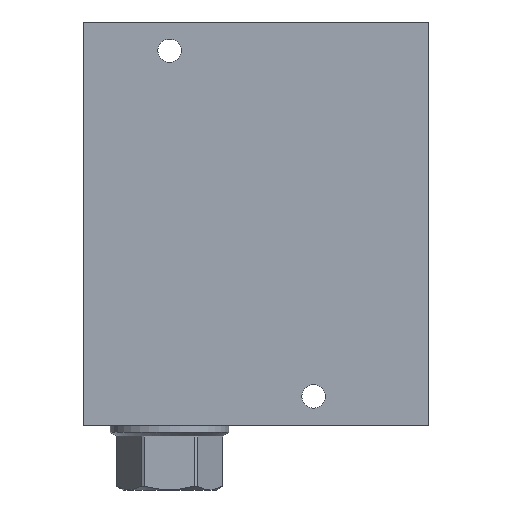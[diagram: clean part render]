
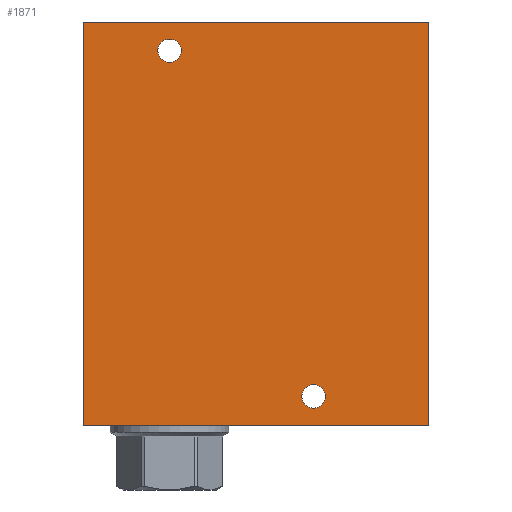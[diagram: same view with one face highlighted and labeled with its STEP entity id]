
A CAD part, front view. The second image highlights one B-rep face of the part: STEP entity #1871.
In plain terms, the highlighted planar face has unit normal (0, -1, 0).
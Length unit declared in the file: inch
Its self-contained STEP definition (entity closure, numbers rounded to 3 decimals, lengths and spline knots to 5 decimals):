
#5=DIRECTION('',(1.,0.,0.));
#6=VECTOR('',#5,6.);
#7=CARTESIAN_POINT('',(0.,-3.,0.));
#8=LINE('',#7,#6);
#75=DIRECTION('',(0.,0.,1.));
#76=VECTOR('',#75,7.);
#77=CARTESIAN_POINT('',(6.,-3.,0.));
#78=LINE('',#77,#76);
#99=DIRECTION('',(0.,0.,1.));
#100=VECTOR('',#99,7.);
#101=CARTESIAN_POINT('',(0.,-3.,0.));
#102=LINE('',#101,#100);
#103=CARTESIAN_POINT('',(1.5,-3.,6.5));
#104=DIRECTION('',(0.,-1.,0.));
#105=DIRECTION('',(-1.,0.,0.));
#106=AXIS2_PLACEMENT_3D('',#103,#104,#105);
#108=CARTESIAN_POINT('',(1.5,-3.,6.5));
#109=DIRECTION('',(0.,-1.,0.));
#110=DIRECTION('',(1.,0.,0.));
#111=AXIS2_PLACEMENT_3D('',#108,#109,#110);
#113=CARTESIAN_POINT('',(4.,-3.,0.5));
#114=DIRECTION('',(0.,-1.,0.));
#115=DIRECTION('',(-1.,0.,0.));
#116=AXIS2_PLACEMENT_3D('',#113,#114,#115);
#118=CARTESIAN_POINT('',(4.,-3.,0.5));
#119=DIRECTION('',(0.,-1.,0.));
#120=DIRECTION('',(1.,0.,0.));
#121=AXIS2_PLACEMENT_3D('',#118,#119,#120);
#135=DIRECTION('',(1.,0.,0.));
#136=VECTOR('',#135,6.);
#137=CARTESIAN_POINT('',(0.,-3.,7.));
#138=LINE('',#137,#136);
#1541=CARTESIAN_POINT('',(0.,-3.,0.));
#1543=VERTEX_POINT('',#1541);
#1544=CARTESIAN_POINT('',(6.,-3.,0.));
#1545=VERTEX_POINT('',#1544);
#1549=CARTESIAN_POINT('',(0.,-3.,7.));
#1551=VERTEX_POINT('',#1549);
#1552=CARTESIAN_POINT('',(6.,-3.,7.));
#1553=VERTEX_POINT('',#1552);
#1660=CARTESIAN_POINT('',(1.297,-3.,6.5));
#1661=CARTESIAN_POINT('',(1.703,-3.,6.5));
#1662=VERTEX_POINT('',#1660);
#1663=VERTEX_POINT('',#1661);
#1668=CARTESIAN_POINT('',(3.797,-3.,0.5));
#1669=CARTESIAN_POINT('',(4.203,-3.,0.5));
#1670=VERTEX_POINT('',#1668);
#1671=VERTEX_POINT('',#1669);
#1847=CARTESIAN_POINT('',(0.,-3.,0.));
#1848=DIRECTION('',(0.,-1.,0.));
#1849=DIRECTION('',(1.,0.,0.));
#1850=AXIS2_PLACEMENT_3D('',#1847,#1848,#1849);
#1851=PLANE('',#1850);
#1852=ORIENTED_EDGE('',*,*,#1753,.F.);
#1853=ORIENTED_EDGE('',*,*,#1778,.T.);
#1855=ORIENTED_EDGE('',*,*,#1854,.T.);
#1856=ORIENTED_EDGE('',*,*,#1827,.F.);
#1857=EDGE_LOOP('',(#1852,#1853,#1855,#1856));
#1858=FACE_OUTER_BOUND('',#1857,.F.);
#1860=ORIENTED_EDGE('',*,*,#1859,.T.);
#1862=ORIENTED_EDGE('',*,*,#1861,.T.);
#1863=EDGE_LOOP('',(#1860,#1862));
#1864=FACE_BOUND('',#1863,.F.);
#1866=ORIENTED_EDGE('',*,*,#1865,.T.);
#1868=ORIENTED_EDGE('',*,*,#1867,.T.);
#1869=EDGE_LOOP('',(#1866,#1868));
#1870=FACE_BOUND('',#1869,.F.);
#1871=ADVANCED_FACE('',(#1858,#1864,#1870),#1851,.T.);
#107=CIRCLE('',#106,0.203);
#112=CIRCLE('',#111,0.203);
#117=CIRCLE('',#116,0.203);
#122=CIRCLE('',#121,0.203);
#1753=EDGE_CURVE('',#1543,#1545,#8,.T.);
#1778=EDGE_CURVE('',#1543,#1551,#102,.T.);
#1827=EDGE_CURVE('',#1545,#1553,#78,.T.);
#1854=EDGE_CURVE('',#1551,#1553,#138,.T.);
#1859=EDGE_CURVE('',#1662,#1663,#107,.T.);
#1861=EDGE_CURVE('',#1663,#1662,#112,.T.);
#1865=EDGE_CURVE('',#1670,#1671,#117,.T.);
#1867=EDGE_CURVE('',#1671,#1670,#122,.T.);
